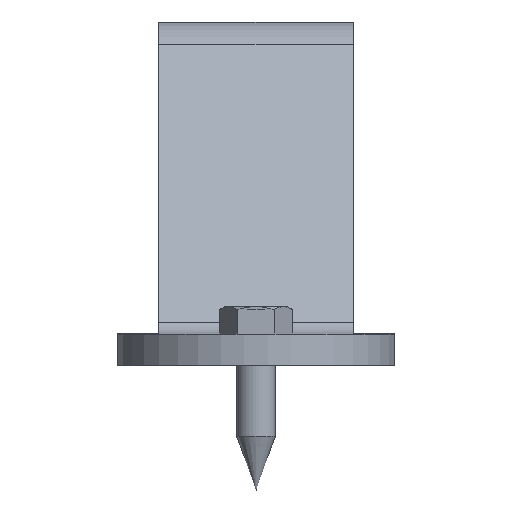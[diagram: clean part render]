
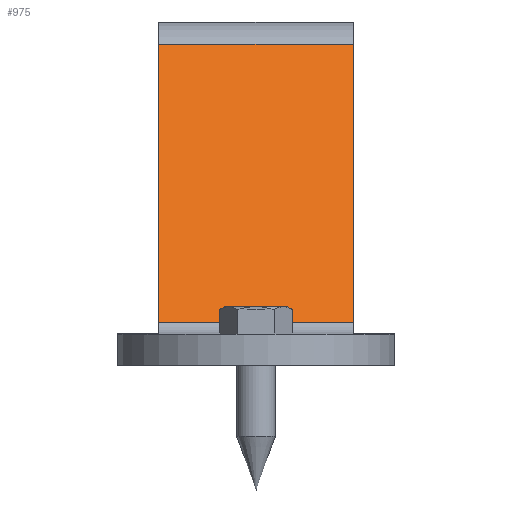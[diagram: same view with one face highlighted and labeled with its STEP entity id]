
A CAD part, front view. The second image highlights one B-rep face of the part: STEP entity #975.
In plain terms, the highlighted planar face has unit normal (0, -0.766, 0.643).
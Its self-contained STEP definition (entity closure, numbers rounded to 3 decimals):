
#82=PLANE('',#1110);
#132=FACE_OUTER_BOUND('',#199,.T.);
#199=EDGE_LOOP('',(#791,#792,#793,#794));
#283=LINE('',#1641,#360);
#284=LINE('',#1643,#361);
#285=LINE('',#1645,#362);
#286=LINE('',#1646,#363);
#360=VECTOR('',#1342,10.);
#361=VECTOR('',#1343,10.);
#362=VECTOR('',#1344,10.);
#363=VECTOR('',#1345,10.);
#480=VERTEX_POINT('',#1634);
#481=VERTEX_POINT('',#1640);
#482=VERTEX_POINT('',#1642);
#483=VERTEX_POINT('',#1644);
#592=EDGE_CURVE('',#481,#480,#283,.T.);
#593=EDGE_CURVE('',#482,#481,#284,.T.);
#594=EDGE_CURVE('',#482,#483,#285,.T.);
#595=EDGE_CURVE('',#480,#483,#286,.T.);
#791=ORIENTED_EDGE('',*,*,#592,.F.);
#792=ORIENTED_EDGE('',*,*,#593,.F.);
#793=ORIENTED_EDGE('',*,*,#594,.T.);
#794=ORIENTED_EDGE('',*,*,#595,.F.);
#975=ADVANCED_FACE('',(#132),#82,.T.);
#1110=AXIS2_PLACEMENT_3D('',#1639,#1340,#1341);
#1340=DIRECTION('center_axis',(0.,-0.766,0.643));
#1341=DIRECTION('ref_axis',(1.,0.,0.));
#1342=DIRECTION('',(1.,0.,0.));
#1343=DIRECTION('',(0.,0.643,0.766));
#1344=DIRECTION('',(1.,0.,0.));
#1345=DIRECTION('',(0.,-0.643,-0.766));
#1634=CARTESIAN_POINT('',(25.,135.106,95.331));
#1639=CARTESIAN_POINT('Origin',(12.5,175.071,142.96));
#1640=CARTESIAN_POINT('',(0.,135.106,95.331));
#1641=CARTESIAN_POINT('',(12.5,135.106,95.331));
#1642=CARTESIAN_POINT('',(0.,105.139,59.617));
#1643=CARTESIAN_POINT('',(0.,248.235,230.153));
#1644=CARTESIAN_POINT('',(25.,105.139,59.617));
#1645=CARTESIAN_POINT('',(12.5,105.139,59.617));
#1646=CARTESIAN_POINT('',(25.,81.858,31.873));
